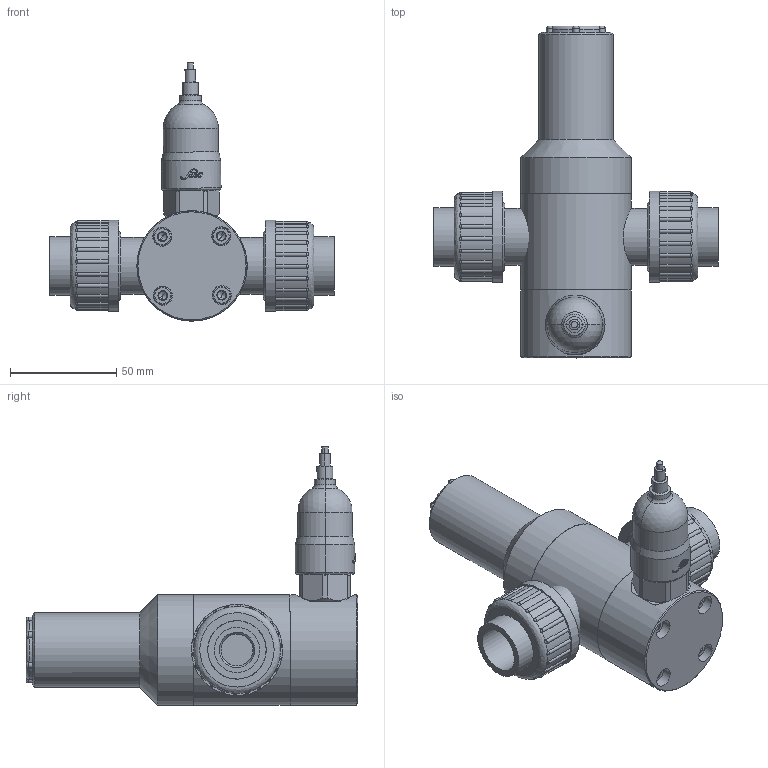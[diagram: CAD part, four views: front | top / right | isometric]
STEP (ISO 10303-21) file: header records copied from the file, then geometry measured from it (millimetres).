
FILE_DESCRIPTION (( 'STEP AP214' ), '1' );
FILE_NAME ('20-1162-0X-NC.step', '2019-11-05T09:12:42', ( '' ), ( '' ), 'SwSTEP 2.0', 'SolidWorks 2020', '' );
FILE_SCHEMA (( 'AUTOMOTIVE_DESIGN' ));
Length unit declared in the file: millimetre
Products named in the file (12): 16 - 20 PS housing; 20mm union stub; NC Small; PVC Bonnet all size_20mm GFPP; 729511106_01; Part1; Switch Boot; 20mm switch body PS-05-827 - PVC; Vis inox 304 TC HC 5x30.STEP; 729511106_03; 20-1162-0X-NC; 16mm Cap
Assembly tree (17 placements, depth 3):
  20-1162-0X-NC
    PVC Bonnet all size_20mm GFPP
    16mm Cap
    729511106_03  x2
    729511106_01  x2
    16 - 20 PS housing
      Part1
      NC Small
    Switch Boot
    Vis inox 304 TC HC 5x30.STEP  x4
    20mm switch body PS-05-827 - PVC
    20mm union stub  x2
Bounding box: 134 x 156.41 x 121.7 mm (x, y, z)
Volume: 356571.5 mm3; surface area: 92727.9 mm2
Topology: 16 solids, 16 shells, 589 faces, 1493 edges, 949 vertices
Faces by surface type: cylinder 250, plane 163, cone 84, bspline 46, torus 42, sphere 4
Full cylindrical faces by diameter (mm): 5.2 x1, 9 x4, 15 x4, 18.4 x2, 20 x1, 21 x1, 21.3 x2, 22 x1, 24 x1, 26 x1, 26.4 x2, 26.9 x2, 27 x1, 27.5 x2, 27.6 x2, 30.1 x4, 32.584 x2, 33.249 x2, 35 x1, 38 x1, 43 x2, 52 x3
Entity records: 17915 total; most frequent: CARTESIAN_POINT 9208, ORIENTED_EDGE 1712, DIRECTION 1658, EDGE_CURVE 856, AXIS2_PLACEMENT_3D 709, VERTEX_POINT 573, EDGE_LOOP 457, FACE_OUTER_BOUND 415
